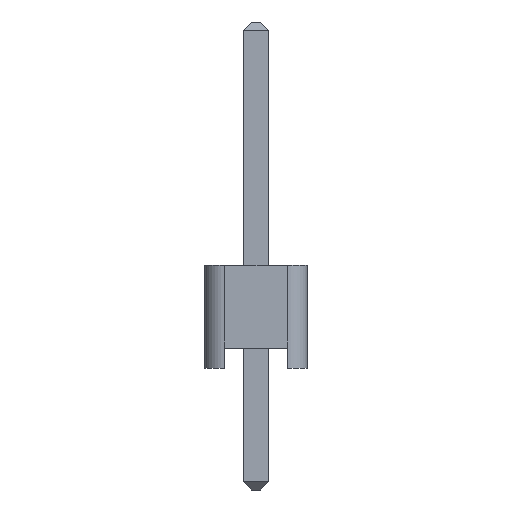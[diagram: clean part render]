
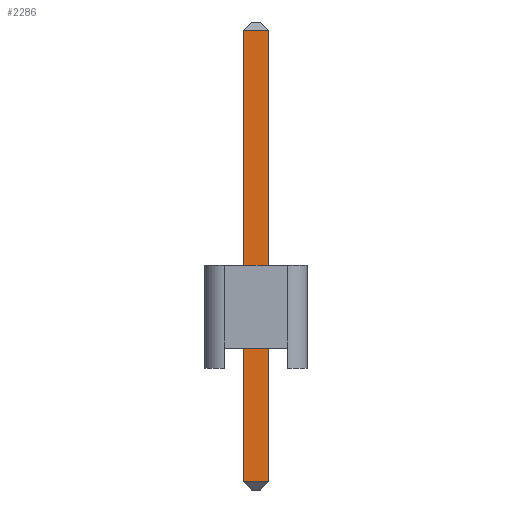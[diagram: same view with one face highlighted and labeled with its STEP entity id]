
A CAD part, left-side view. The second image highlights one B-rep face of the part: STEP entity #2286.
In plain terms, the highlighted planar face has unit normal (-1, 0, 0).
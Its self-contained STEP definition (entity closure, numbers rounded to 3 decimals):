
#2170 = EDGE_CURVE('',#2171,#2173,#2175,.T.);
#2171 = VERTEX_POINT('',#2172);
#2172 = CARTESIAN_POINT('',(-0.32,0.32,0.2));
#2173 = VERTEX_POINT('',#2174);
#2174 = CARTESIAN_POINT('',(-0.32,0.32,11.34));
#2175 = SURFACE_CURVE('',#2176,(#2180,#2192),.PCURVE_S1.);
#2176 = LINE('',#2177,#2178);
#2177 = CARTESIAN_POINT('',(-0.32,0.32,0.));
#2178 = VECTOR('',#2179,1.);
#2179 = DIRECTION('',(0.,0.,1.));
#2180 = PCURVE('',#2181,#2186);
#2181 = PLANE('',#2182);
#2182 = AXIS2_PLACEMENT_3D('',#2183,#2184,#2185);
#2183 = CARTESIAN_POINT('',(-0.32,0.32,0.));
#2184 = DIRECTION('',(0.,1.,0.));
#2185 = DIRECTION('',(1.,0.,0.));
#2186 = DEFINITIONAL_REPRESENTATION('',(#2187),#2191);
#2187 = LINE('',#2188,#2189);
#2188 = CARTESIAN_POINT('',(0.,0.));
#2189 = VECTOR('',#2190,1.);
#2190 = DIRECTION('',(0.,-1.));
#2191 = ( GEOMETRIC_REPRESENTATION_CONTEXT(2) 
PARAMETRIC_REPRESENTATION_CONTEXT() REPRESENTATION_CONTEXT('2D SPACE',''
  ) );
#2192 = PCURVE('',#2193,#2198);
#2193 = PLANE('',#2194);
#2194 = AXIS2_PLACEMENT_3D('',#2195,#2196,#2197);
#2195 = CARTESIAN_POINT('',(-0.32,-0.32,0.));
#2196 = DIRECTION('',(-1.,0.,0.));
#2197 = DIRECTION('',(0.,1.,0.));
#2198 = DEFINITIONAL_REPRESENTATION('',(#2199),#2203);
#2199 = LINE('',#2200,#2201);
#2200 = CARTESIAN_POINT('',(0.64,0.));
#2201 = VECTOR('',#2202,1.);
#2202 = DIRECTION('',(0.,-1.));
#2203 = ( GEOMETRIC_REPRESENTATION_CONTEXT(2) 
PARAMETRIC_REPRESENTATION_CONTEXT() REPRESENTATION_CONTEXT('2D SPACE',''
  ) );
#2286 = ADVANCED_FACE('',(#2287),#2193,.T.);
#2287 = FACE_BOUND('',#2288,.T.);
#2288 = EDGE_LOOP('',(#2289,#2319,#2345,#2346));
#2289 = ORIENTED_EDGE('',*,*,#2290,.T.);
#2290 = EDGE_CURVE('',#2291,#2293,#2295,.T.);
#2291 = VERTEX_POINT('',#2292);
#2292 = CARTESIAN_POINT('',(-0.32,-0.32,0.2));
#2293 = VERTEX_POINT('',#2294);
#2294 = CARTESIAN_POINT('',(-0.32,-0.32,11.34));
#2295 = SURFACE_CURVE('',#2296,(#2300,#2307),.PCURVE_S1.);
#2296 = LINE('',#2297,#2298);
#2297 = CARTESIAN_POINT('',(-0.32,-0.32,0.));
#2298 = VECTOR('',#2299,1.);
#2299 = DIRECTION('',(0.,0.,1.));
#2300 = PCURVE('',#2193,#2301);
#2301 = DEFINITIONAL_REPRESENTATION('',(#2302),#2306);
#2302 = LINE('',#2303,#2304);
#2303 = CARTESIAN_POINT('',(0.,0.));
#2304 = VECTOR('',#2305,1.);
#2305 = DIRECTION('',(0.,-1.));
#2306 = ( GEOMETRIC_REPRESENTATION_CONTEXT(2) 
PARAMETRIC_REPRESENTATION_CONTEXT() REPRESENTATION_CONTEXT('2D SPACE',''
  ) );
#2307 = PCURVE('',#2308,#2313);
#2308 = PLANE('',#2309);
#2309 = AXIS2_PLACEMENT_3D('',#2310,#2311,#2312);
#2310 = CARTESIAN_POINT('',(0.32,-0.32,0.));
#2311 = DIRECTION('',(0.,-1.,0.));
#2312 = DIRECTION('',(-1.,0.,0.));
#2313 = DEFINITIONAL_REPRESENTATION('',(#2314),#2318);
#2314 = LINE('',#2315,#2316);
#2315 = CARTESIAN_POINT('',(0.64,0.));
#2316 = VECTOR('',#2317,1.);
#2317 = DIRECTION('',(0.,-1.));
#2318 = ( GEOMETRIC_REPRESENTATION_CONTEXT(2) 
PARAMETRIC_REPRESENTATION_CONTEXT() REPRESENTATION_CONTEXT('2D SPACE',''
  ) );
#2319 = ORIENTED_EDGE('',*,*,#2320,.T.);
#2320 = EDGE_CURVE('',#2293,#2173,#2321,.T.);
#2321 = SURFACE_CURVE('',#2322,(#2326,#2333),.PCURVE_S1.);
#2322 = LINE('',#2323,#2324);
#2323 = CARTESIAN_POINT('',(-0.32,-0.32,11.34));
#2324 = VECTOR('',#2325,1.);
#2325 = DIRECTION('',(0.,1.,0.));
#2326 = PCURVE('',#2193,#2327);
#2327 = DEFINITIONAL_REPRESENTATION('',(#2328),#2332);
#2328 = LINE('',#2329,#2330);
#2329 = CARTESIAN_POINT('',(0.,-11.34));
#2330 = VECTOR('',#2331,1.);
#2331 = DIRECTION('',(1.,0.));
#2332 = ( GEOMETRIC_REPRESENTATION_CONTEXT(2) 
PARAMETRIC_REPRESENTATION_CONTEXT() REPRESENTATION_CONTEXT('2D SPACE',''
  ) );
#2333 = PCURVE('',#2334,#2339);
#2334 = PLANE('',#2335);
#2335 = AXIS2_PLACEMENT_3D('',#2336,#2337,#2338);
#2336 = CARTESIAN_POINT('',(-0.22,-0.32,11.44));
#2337 = DIRECTION('',(0.707,0.,-0.707
    ));
#2338 = DIRECTION('',(0.,1.,0.));
#2339 = DEFINITIONAL_REPRESENTATION('',(#2340),#2344);
#2340 = LINE('',#2341,#2342);
#2341 = CARTESIAN_POINT('',(0.,-0.141));
#2342 = VECTOR('',#2343,1.);
#2343 = DIRECTION('',(1.,0.));
#2344 = ( GEOMETRIC_REPRESENTATION_CONTEXT(2) 
PARAMETRIC_REPRESENTATION_CONTEXT() REPRESENTATION_CONTEXT('2D SPACE',''
  ) );
#2345 = ORIENTED_EDGE('',*,*,#2170,.F.);
#2346 = ORIENTED_EDGE('',*,*,#2347,.F.);
#2347 = EDGE_CURVE('',#2291,#2171,#2348,.T.);
#2348 = SURFACE_CURVE('',#2349,(#2353,#2360),.PCURVE_S1.);
#2349 = LINE('',#2350,#2351);
#2350 = CARTESIAN_POINT('',(-0.32,-0.32,0.2));
#2351 = VECTOR('',#2352,1.);
#2352 = DIRECTION('',(0.,1.,0.));
#2353 = PCURVE('',#2193,#2354);
#2354 = DEFINITIONAL_REPRESENTATION('',(#2355),#2359);
#2355 = LINE('',#2356,#2357);
#2356 = CARTESIAN_POINT('',(0.,-0.2));
#2357 = VECTOR('',#2358,1.);
#2358 = DIRECTION('',(1.,0.));
#2359 = ( GEOMETRIC_REPRESENTATION_CONTEXT(2) 
PARAMETRIC_REPRESENTATION_CONTEXT() REPRESENTATION_CONTEXT('2D SPACE',''
  ) );
#2360 = PCURVE('',#2361,#2366);
#2361 = PLANE('',#2362);
#2362 = AXIS2_PLACEMENT_3D('',#2363,#2364,#2365);
#2363 = CARTESIAN_POINT('',(-0.22,-0.32,0.1));
#2364 = DIRECTION('',(-0.707,0.,-0.707));
#2365 = DIRECTION('',(0.,1.,0.));
#2366 = DEFINITIONAL_REPRESENTATION('',(#2367),#2371);
#2367 = LINE('',#2368,#2369);
#2368 = CARTESIAN_POINT('',(0.,-0.141));
#2369 = VECTOR('',#2370,1.);
#2370 = DIRECTION('',(1.,0.));
#2371 = ( GEOMETRIC_REPRESENTATION_CONTEXT(2) 
PARAMETRIC_REPRESENTATION_CONTEXT() REPRESENTATION_CONTEXT('2D SPACE',''
  ) );
